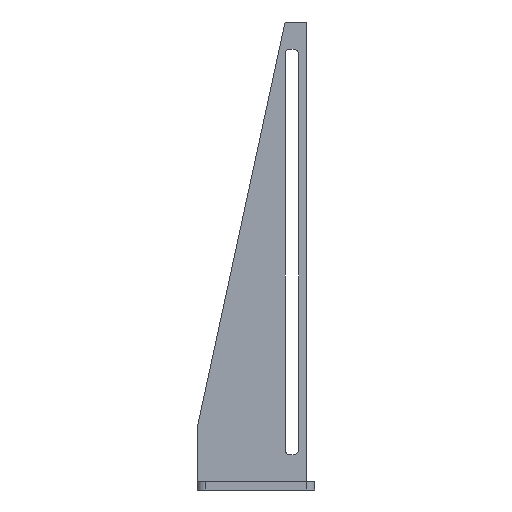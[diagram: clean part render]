
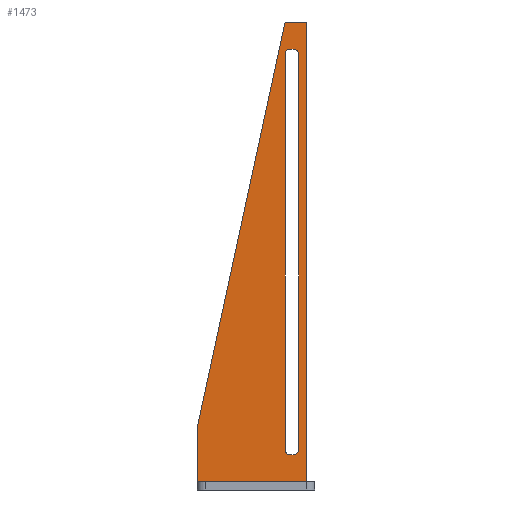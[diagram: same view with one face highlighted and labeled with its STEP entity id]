
A CAD part, left-side view. The second image highlights one B-rep face of the part: STEP entity #1473.
In plain terms, the highlighted planar face has unit normal (-1, 0, 0).
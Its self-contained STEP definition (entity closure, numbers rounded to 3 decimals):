
#1473 = ADVANCED_FACE('',(#1474,#1516),#1586,.F.);
#1474 = FACE_BOUND('',#1475,.F.);
#1475 = EDGE_LOOP('',(#1476,#1486,#1494,#1502,#1510));
#1476 = ORIENTED_EDGE('',*,*,#1477,.F.);
#1477 = EDGE_CURVE('',#1478,#1480,#1482,.T.);
#1478 = VERTEX_POINT('',#1479);
#1479 = CARTESIAN_POINT('',(23.,47.95,173.));
#1480 = VERTEX_POINT('',#1481);
#1481 = CARTESIAN_POINT('',(23.,55.95,173.));
#1482 = LINE('',#1483,#1484);
#1483 = CARTESIAN_POINT('',(23.,47.95,173.));
#1484 = VECTOR('',#1485,1.);
#1485 = DIRECTION('',(0.,1.,0.));
#1486 = ORIENTED_EDGE('',*,*,#1487,.F.);
#1487 = EDGE_CURVE('',#1488,#1478,#1490,.T.);
#1488 = VERTEX_POINT('',#1489);
#1489 = CARTESIAN_POINT('',(23.,47.95,3.));
#1490 = LINE('',#1491,#1492);
#1491 = CARTESIAN_POINT('',(23.,47.95,3.));
#1492 = VECTOR('',#1493,1.);
#1493 = DIRECTION('',(0.,0.,1.));
#1494 = ORIENTED_EDGE('',*,*,#1495,.T.);
#1495 = EDGE_CURVE('',#1488,#1496,#1498,.T.);
#1496 = VERTEX_POINT('',#1497);
#1497 = CARTESIAN_POINT('',(23.,88.4,3.));
#1498 = LINE('',#1499,#1500);
#1499 = CARTESIAN_POINT('',(23.,47.95,3.));
#1500 = VECTOR('',#1501,1.);
#1501 = DIRECTION('',(0.,1.,0.));
#1502 = ORIENTED_EDGE('',*,*,#1503,.T.);
#1503 = EDGE_CURVE('',#1496,#1504,#1506,.T.);
#1504 = VERTEX_POINT('',#1505);
#1505 = CARTESIAN_POINT('',(23.,88.4,23.));
#1506 = LINE('',#1507,#1508);
#1507 = CARTESIAN_POINT('',(23.,88.4,3.));
#1508 = VECTOR('',#1509,1.);
#1509 = DIRECTION('',(0.,0.,1.));
#1510 = ORIENTED_EDGE('',*,*,#1511,.F.);
#1511 = EDGE_CURVE('',#1480,#1504,#1512,.T.);
#1512 = LINE('',#1513,#1514);
#1513 = CARTESIAN_POINT('',(23.,81.45,55.127));
#1514 = VECTOR('',#1515,1.);
#1515 = DIRECTION('',(0.,0.211,-0.977));
#1516 = FACE_BOUND('',#1517,.F.);
#1517 = EDGE_LOOP('',(#1518,#1529,#1537,#1546,#1554,#1563,#1571,#1580));
#1518 = ORIENTED_EDGE('',*,*,#1519,.F.);
#1519 = EDGE_CURVE('',#1520,#1522,#1524,.T.);
#1520 = VERTEX_POINT('',#1521);
#1521 = CARTESIAN_POINT('',(23.,50.95,15.));
#1522 = VERTEX_POINT('',#1523);
#1523 = CARTESIAN_POINT('',(23.,52.95,13.));
#1524 = CIRCLE('',#1525,2.);
#1525 = AXIS2_PLACEMENT_3D('',#1526,#1527,#1528);
#1526 = CARTESIAN_POINT('',(23.,52.95,15.));
#1527 = DIRECTION('',(1.,0.,-0.));
#1528 = DIRECTION('',(0.,0.,1.));
#1529 = ORIENTED_EDGE('',*,*,#1530,.T.);
#1530 = EDGE_CURVE('',#1520,#1531,#1533,.T.);
#1531 = VERTEX_POINT('',#1532);
#1532 = CARTESIAN_POINT('',(23.,50.95,161.));
#1533 = LINE('',#1534,#1535);
#1534 = CARTESIAN_POINT('',(23.,50.95,13.));
#1535 = VECTOR('',#1536,1.);
#1536 = DIRECTION('',(0.,0.,1.));
#1537 = ORIENTED_EDGE('',*,*,#1538,.T.);
#1538 = EDGE_CURVE('',#1531,#1539,#1541,.T.);
#1539 = VERTEX_POINT('',#1540);
#1540 = CARTESIAN_POINT('',(23.,52.95,163.));
#1541 = CIRCLE('',#1542,2.);
#1542 = AXIS2_PLACEMENT_3D('',#1543,#1544,#1545);
#1543 = CARTESIAN_POINT('',(23.,52.95,161.));
#1544 = DIRECTION('',(-1.,0.,0.));
#1545 = DIRECTION('',(0.,0.,1.));
#1546 = ORIENTED_EDGE('',*,*,#1547,.T.);
#1547 = EDGE_CURVE('',#1539,#1548,#1550,.T.);
#1548 = VERTEX_POINT('',#1549);
#1549 = CARTESIAN_POINT('',(23.,53.95,163.));
#1550 = LINE('',#1551,#1552);
#1551 = CARTESIAN_POINT('',(23.,50.95,163.));
#1552 = VECTOR('',#1553,1.);
#1553 = DIRECTION('',(0.,1.,0.));
#1554 = ORIENTED_EDGE('',*,*,#1555,.F.);
#1555 = EDGE_CURVE('',#1556,#1548,#1558,.T.);
#1556 = VERTEX_POINT('',#1557);
#1557 = CARTESIAN_POINT('',(23.,55.95,161.));
#1558 = CIRCLE('',#1559,2.);
#1559 = AXIS2_PLACEMENT_3D('',#1560,#1561,#1562);
#1560 = CARTESIAN_POINT('',(23.,53.95,161.));
#1561 = DIRECTION('',(1.,0.,-0.));
#1562 = DIRECTION('',(0.,0.,1.));
#1563 = ORIENTED_EDGE('',*,*,#1564,.F.);
#1564 = EDGE_CURVE('',#1565,#1556,#1567,.T.);
#1565 = VERTEX_POINT('',#1566);
#1566 = CARTESIAN_POINT('',(23.,55.95,15.));
#1567 = LINE('',#1568,#1569);
#1568 = CARTESIAN_POINT('',(23.,55.95,13.));
#1569 = VECTOR('',#1570,1.);
#1570 = DIRECTION('',(0.,0.,1.));
#1571 = ORIENTED_EDGE('',*,*,#1572,.T.);
#1572 = EDGE_CURVE('',#1565,#1573,#1575,.T.);
#1573 = VERTEX_POINT('',#1574);
#1574 = CARTESIAN_POINT('',(23.,53.95,13.));
#1575 = CIRCLE('',#1576,2.);
#1576 = AXIS2_PLACEMENT_3D('',#1577,#1578,#1579);
#1577 = CARTESIAN_POINT('',(23.,53.95,15.));
#1578 = DIRECTION('',(-1.,0.,0.));
#1579 = DIRECTION('',(0.,0.,1.));
#1580 = ORIENTED_EDGE('',*,*,#1581,.F.);
#1581 = EDGE_CURVE('',#1522,#1573,#1582,.T.);
#1582 = LINE('',#1583,#1584);
#1583 = CARTESIAN_POINT('',(23.,50.95,13.));
#1584 = VECTOR('',#1585,1.);
#1585 = DIRECTION('',(0.,1.,0.));
#1586 = PLANE('',#1587);
#1587 = AXIS2_PLACEMENT_3D('',#1588,#1589,#1590);
#1588 = CARTESIAN_POINT('',(23.,47.95,3.));
#1589 = DIRECTION('',(1.,0.,0.));
#1590 = DIRECTION('',(0.,0.,1.));
